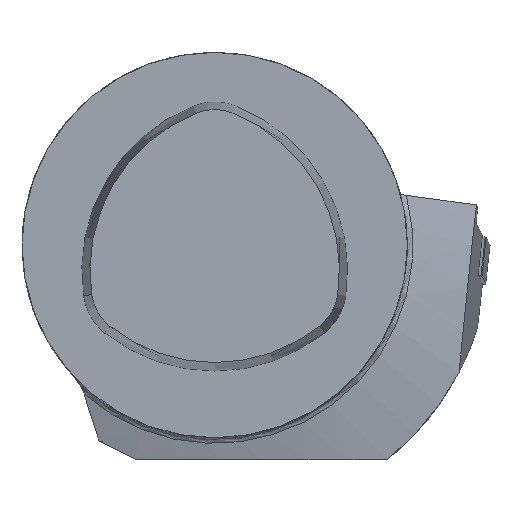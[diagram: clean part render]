
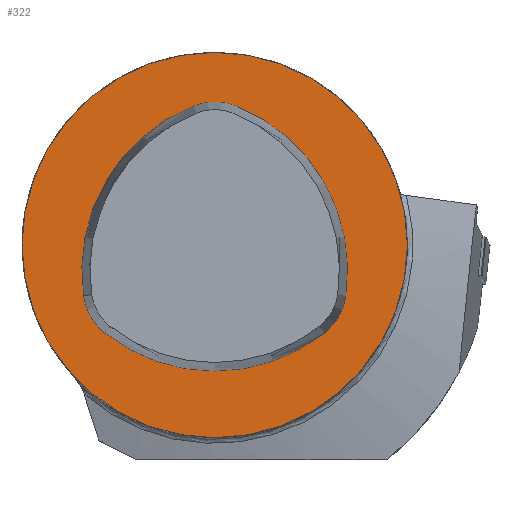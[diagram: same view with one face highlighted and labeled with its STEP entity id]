
A CAD part, top view. The second image highlights one B-rep face of the part: STEP entity #322.
In plain terms, the highlighted planar face has unit normal (0, 0, 1).
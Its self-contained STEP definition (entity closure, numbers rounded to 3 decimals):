
#115=FACE_BOUND('',#473,.T.);
#116=FACE_BOUND('',#474,.T.);
#322=ADVANCED_FACE('',(#115,#116),#374,.T.);
#374=PLANE('',#1140);
#473=EDGE_LOOP('',(#595));
#474=EDGE_LOOP('',(#596,#597,#598,#599,#600,#601));
#595=ORIENTED_EDGE('',*,*,#922,.T.);
#596=ORIENTED_EDGE('',*,*,#938,.F.);
#597=ORIENTED_EDGE('',*,*,#939,.F.);
#598=ORIENTED_EDGE('',*,*,#940,.F.);
#599=ORIENTED_EDGE('',*,*,#941,.F.);
#600=ORIENTED_EDGE('',*,*,#942,.F.);
#601=ORIENTED_EDGE('',*,*,#943,.F.);
#828=VERTEX_POINT('',#1630);
#842=VERTEX_POINT('',#1704);
#843=VERTEX_POINT('',#1705);
#844=VERTEX_POINT('',#1707);
#845=VERTEX_POINT('',#1709);
#846=VERTEX_POINT('',#1711);
#847=VERTEX_POINT('',#1713);
#922=EDGE_CURVE('',#828,#828,#1016,.T.);
#938=EDGE_CURVE('',#842,#843,#1019,.T.);
#939=EDGE_CURVE('',#844,#842,#1020,.T.);
#940=EDGE_CURVE('',#845,#844,#1021,.T.);
#941=EDGE_CURVE('',#846,#845,#1022,.T.);
#942=EDGE_CURVE('',#847,#846,#1023,.T.);
#943=EDGE_CURVE('',#843,#847,#1024,.T.);
#1016=CIRCLE('',#1123,31.5);
#1019=CIRCLE('',#1134,29.);
#1020=CIRCLE('',#1135,9.4);
#1021=CIRCLE('',#1136,29.);
#1022=CIRCLE('',#1137,9.4);
#1023=CIRCLE('',#1138,29.);
#1024=CIRCLE('',#1139,9.4);
#1123=AXIS2_PLACEMENT_3D('',#1629,#1284,#1285);
#1134=AXIS2_PLACEMENT_3D('',#1703,#1310,#1311);
#1135=AXIS2_PLACEMENT_3D('',#1706,#1312,#1313);
#1136=AXIS2_PLACEMENT_3D('',#1708,#1314,#1315);
#1137=AXIS2_PLACEMENT_3D('',#1710,#1316,#1317);
#1138=AXIS2_PLACEMENT_3D('',#1712,#1318,#1319);
#1139=AXIS2_PLACEMENT_3D('',#1714,#1320,#1321);
#1140=AXIS2_PLACEMENT_3D('',#1715,#1322,#1323);
#1284=DIRECTION('',(0.,0.,1.));
#1285=DIRECTION('',(-1.,0.,0.));
#1310=DIRECTION('',(0.,0.,1.));
#1311=DIRECTION('',(-1.,0.,0.));
#1312=DIRECTION('',(0.,0.,1.));
#1313=DIRECTION('',(-1.,0.,0.));
#1314=DIRECTION('',(0.,0.,1.));
#1315=DIRECTION('',(-1.,0.,0.));
#1316=DIRECTION('',(0.,0.,1.));
#1317=DIRECTION('',(-1.,0.,0.));
#1318=DIRECTION('',(0.,0.,1.));
#1319=DIRECTION('',(-1.,0.,0.));
#1320=DIRECTION('',(0.,0.,1.));
#1321=DIRECTION('',(-1.,0.,0.));
#1322=DIRECTION('',(0.,0.,1.));
#1323=DIRECTION('',(-1.,0.,0.));
#1629=CARTESIAN_POINT('',(0.,0.,0.));
#1630=CARTESIAN_POINT('',(-31.5,0.,0.));
#1703=CARTESIAN_POINT('',(-7.275,-4.2,0.));
#1704=CARTESIAN_POINT('',(21.428,-8.343,0.));
#1705=CARTESIAN_POINT('',(3.489,22.729,0.));
#1706=CARTESIAN_POINT('',(12.124,-7.,0.));
#1707=CARTESIAN_POINT('',(17.939,-14.386,0.));
#1708=CARTESIAN_POINT('',(0.,8.4,0.));
#1709=CARTESIAN_POINT('',(-17.939,-14.386,0.));
#1710=CARTESIAN_POINT('',(-12.124,-7.,0.));
#1711=CARTESIAN_POINT('',(-21.428,-8.343,0.));
#1712=CARTESIAN_POINT('',(7.275,-4.2,0.));
#1713=CARTESIAN_POINT('',(-3.489,22.729,0.));
#1714=CARTESIAN_POINT('',(0.,14.,0.));
#1715=CARTESIAN_POINT('',(0.,0.,0.));
